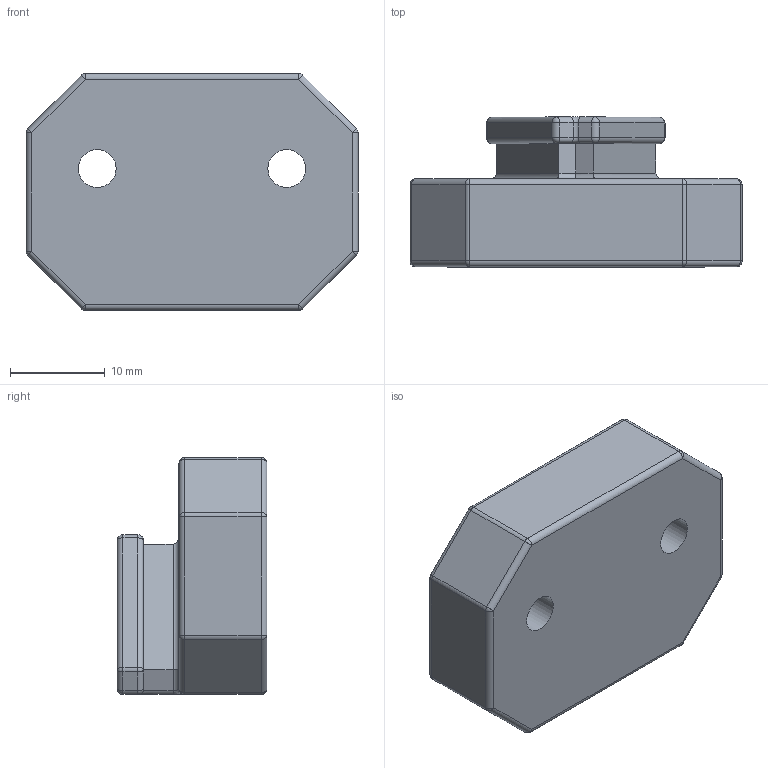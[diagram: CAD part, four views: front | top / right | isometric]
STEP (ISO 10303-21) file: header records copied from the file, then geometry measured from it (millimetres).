
FILE_DESCRIPTION(/* description */ ('STEP AP242','CAx-IF Rec.Pracs.---Representation and Presentation of Product Manufacturing Information (PMI)---4.0---2014-10-13','CAx-IF Rec.Pracs.---3D Tessellated Geometry---0.4---2014-09-14','2;1'),/* implementation_level */ '2;1');
FILE_NAME(/* name */ '669495a5d6c64a2953f8dfc9',/* time_stamp */ '2024-07-15T03:21:10Z',/* author */ (''),/* organization */ (''),/* preprocessor_version */ 'ST-DEVELOPER v20',/* originating_system */ ' ',/* authorisation */ ' ');
FILE_SCHEMA (('AP242_MANAGED_MODEL_BASED_3D_ENGINEERING_MIM_LF { 1 0 10303 442 1 1 4 }'));
Length unit declared in the file: metre
Products named in the file (1): Part 1
Bounding box: 35 x 15.79 x 24.98 mm (x, y, z)
Volume: 8433.7 mm3; surface area: 3113.8 mm2
Topology: 1 solids, 1 shells, 115 faces, 268 edges, 127 vertices
Faces by surface type: cylinder 57, sphere 28, plane 24, torus 4, bspline 2
Full cylindrical faces by diameter (mm): 3.988 x2
Entity records: 3007 total; most frequent: DIRECTION 579, CARTESIAN_POINT 507, ORIENTED_EDGE 472, EDGE_CURVE 236, AXIS2_PLACEMENT_3D 229, VERTEX_POINT 127, EDGE_LOOP 123, FACE_BOUND 123
